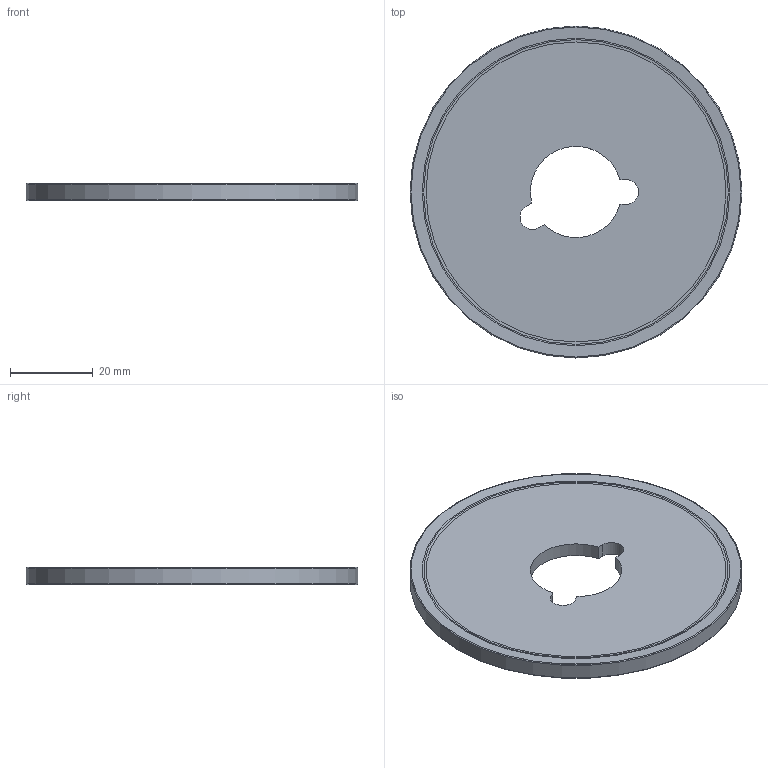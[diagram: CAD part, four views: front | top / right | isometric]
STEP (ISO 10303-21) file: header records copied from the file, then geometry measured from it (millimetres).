
FILE_DESCRIPTION(/* description */ (''),/* implementation_level */ '2;1');
FILE_NAME(/* name */ '335.10-080-04.22-6.stp',/* time_stamp */ '2017-09-14T10:21:10+06:00',/* author */ (''),/* organization */ (''),/* preprocessor_version */ 'ST-DEVELOPER v16',/* originating_system */ 'SIEMENS PLM Software NX 11.0',/* authorisation */ '');
FILE_SCHEMA (('AUTOMOTIVE_DESIGN { 1 0 10303 214 3 1 1 1 }'));
Length unit declared in the file: millimetre
Products named in the file (1): 335.10-080-04.22-6
Bounding box: 80.01 x 80.01 x 4.11 mm (x, y, z)
Volume: 18712.2 mm3; surface area: 13684 mm2
Topology: 2 solids, 2 shells, 23 faces, 54 edges, 33 vertices
Faces by surface type: cylinder 7, cone 7, plane 6, torus 2, revolution 1
Full cylindrical faces by diameter (mm): 72.3 x1, 78.8 x1, 80.007 x1
Entity records: 647 total; most frequent: DIRECTION 113, CARTESIAN_POINT 109, ORIENTED_EDGE 76, AXIS2_PLACEMENT_3D 48, EDGE_LOOP 38, EDGE_CURVE 38, FACE_BOUND 30, VERTEX_POINT 30
